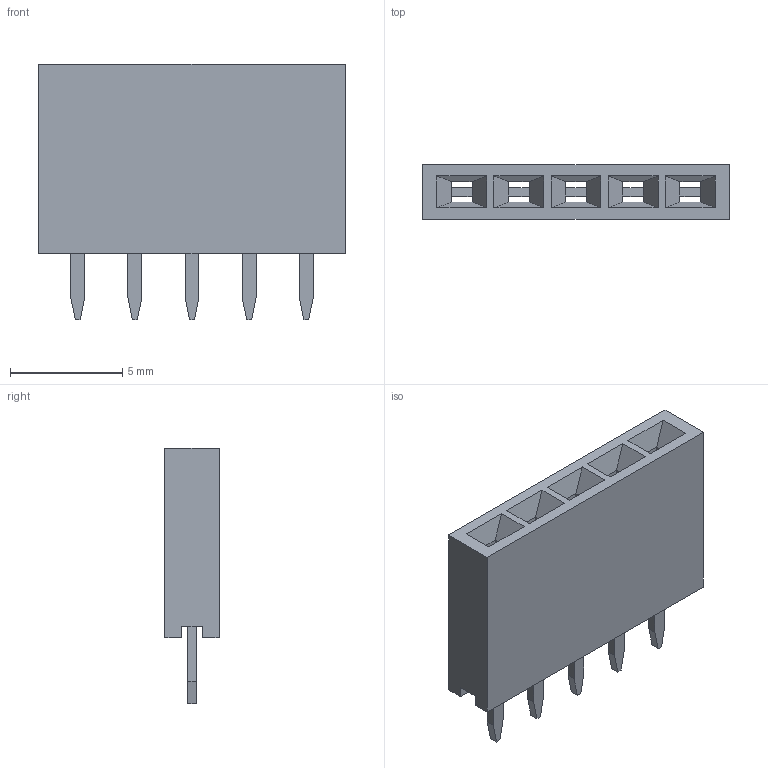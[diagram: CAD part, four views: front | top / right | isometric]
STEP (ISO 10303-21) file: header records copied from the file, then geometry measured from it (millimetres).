
FILE_DESCRIPTION(/* description */ (''),/* implementation_level */ '2;1');
FILE_NAME(/* name */ 'Pin_Female_1x5.stp',/* time_stamp */ '2018-07-15T22:29:00+02:00',/* author */ ('gabri'),/* organization */ (''),/* preprocessor_version */ 'ST-DEVELOPER v17',/* originating_system */ 'Autodesk Inventor 2019',/* authorisation */ '');
FILE_SCHEMA (('AUTOMOTIVE_DESIGN { 1 0 10303 214 3 1 1 }'));
Length unit declared in the file: millimetre
Products named in the file (1): Pin_Female_1x5
Bounding box: 13.61 x 2.42 x 11.38 mm (x, y, z)
Volume: 212.2 mm3; surface area: 757.1 mm2
Topology: 6 solids, 6 shells, 195 faces, 544 edges, 356 vertices
Faces by surface type: plane 195
Entity records: 6361 total; most frequent: CARTESIAN_POINT 1096, ORIENTED_EDGE 1088, DIRECTION 936, LINE 544, VECTOR 544, EDGE_CURVE 544, VERTEX_POINT 356, STYLED_ITEM 201
